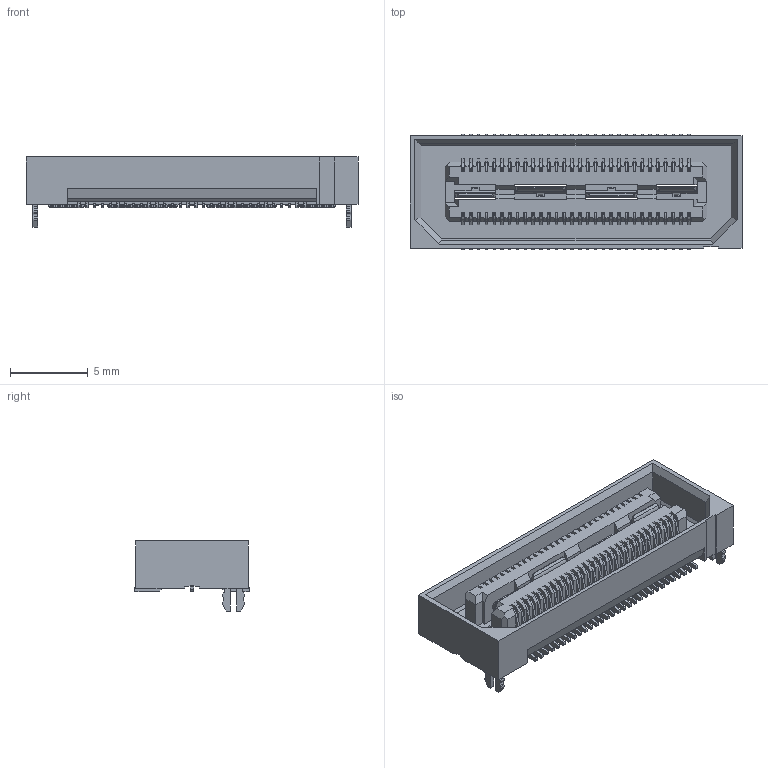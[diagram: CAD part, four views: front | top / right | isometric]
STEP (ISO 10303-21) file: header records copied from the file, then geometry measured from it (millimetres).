
FILE_DESCRIPTION( ('This file contains a STEP AP42 implementation' ,'as created by ZW3D STEP Interface translator.') ,'2;1' );
FILE_NAME( '37202-SMXXX-032XXX01.stp' ,'231219.1543 9', (''), ('ZWCAD Software Co.'), 'Version 1.0', 'ZW3D to STEP translator', '' );
FILE_SCHEMA(('AUTOMOTIVE_DESIGN { 1 0 10303 214 1 1 1 1 }'));
Length unit declared in the file: millimetre
Products named in the file (2): 0; 37202-SMXXX-032XXX01
Bounding box: 21.31 x 7.4 x 4.5 mm (x, y, z)
Volume: 258.8 mm3; surface area: 1393.2 mm2
Topology: 1 solids, 8 shells, 3860 faces, 10938 edges, 7267 vertices
Faces by surface type: plane 2964, cylinder 886, bspline 9, cone 1
Entity records: 128457 total; most frequent: CARTESIAN_POINT 22758, ORIENTED_EDGE 21904, DIRECTION 20363, EDGE_CURVE 10936, VECTOR 8855, LINE 8855, VERTEX_POINT 7267, AXIS2_PLACEMENT_3D 5754
